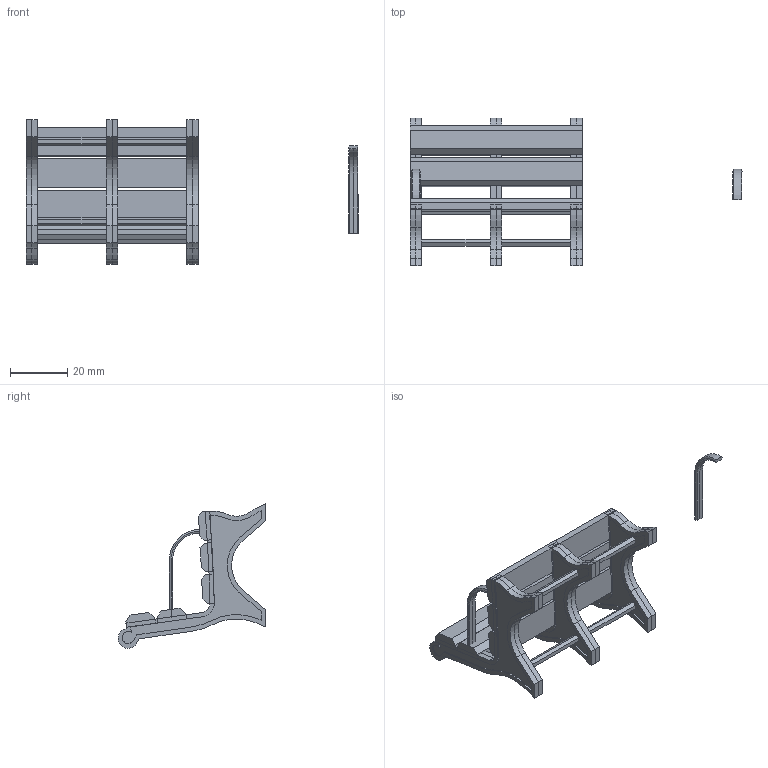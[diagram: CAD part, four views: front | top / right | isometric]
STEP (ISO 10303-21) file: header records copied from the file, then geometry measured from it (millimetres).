
FILE_DESCRIPTION((('zoo.dev export')), '2;1');
FILE_NAME('dump.step', '2025-02-11T21:37:08.625194868+00:00', ('Author unknown'), ('Organization unknown'), 'zoo.dev beta', 'zoo.dev', 'Authorization unknown');
FILE_SCHEMA(('AP203_CONFIGURATION_CONTROLLED_3D_DESIGN_OF_MECHANICAL_PARTS_AND_ASSEMBLIES_MIM_LF'));
Length unit declared in the file: metre
Products named in the file (15): UNIDENTIFIED_PRODUCT
Bounding box: 115.6 x 51.49 x 50.41 mm (x, y, z)
Volume: 19387.4 mm3; surface area: 21419.1 mm2
Topology: 15 solids, 15 shells, 338 faces, 912 edges, 604 vertices
Faces by surface type: plane 216, cylinder 108, bspline 14
Entity records: 11331 total; most frequent: CARTESIAN_POINT 3044, ORIENTED_EDGE 1776, DIRECTION 1516, EDGE_CURVE 888, VECTOR 658, LINE 658, VERTEX_POINT 592, AXIS2_PLACEMENT_3D 534
